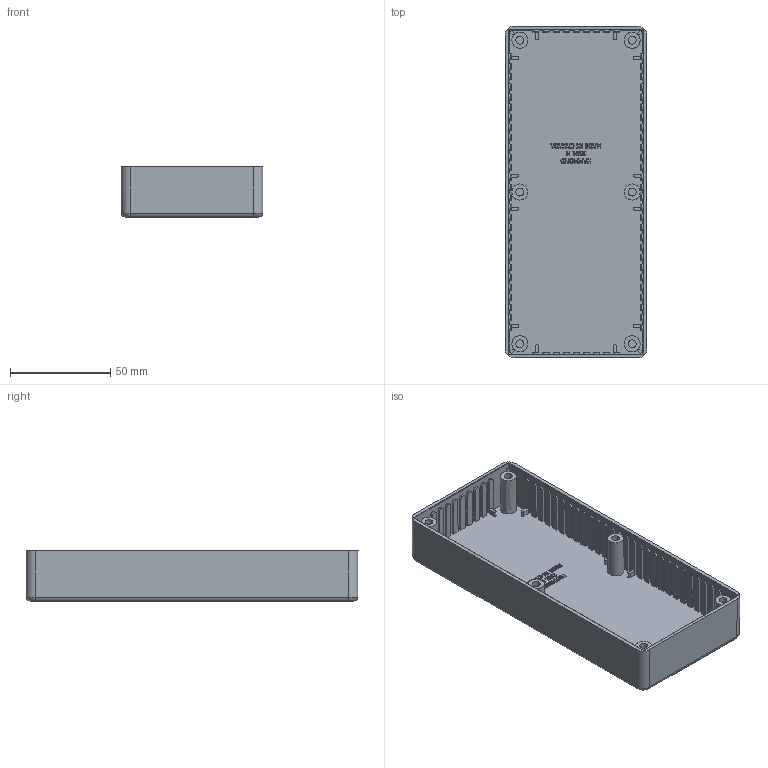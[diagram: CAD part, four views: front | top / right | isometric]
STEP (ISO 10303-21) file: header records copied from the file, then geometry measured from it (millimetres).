
FILE_DESCRIPTION((''),'2;1');
FILE_NAME('1591H Box.stp','2006-02-20T10:15:59',('rboehler'),(''),'Autodesk Inventor 10','Autodesk Inventor 10','');
FILE_SCHEMA(('AUTOMOTIVE_DESIGN { 1 0 10303 214 1 1 1 1 }'));
Length unit declared in the file: millimetre
Products named in the file (1): 1591H Box
Bounding box: 70.8 x 165.7 x 25 mm (x, y, z)
Volume: 51800 mm3; surface area: 52784.9 mm2
Topology: 1 solids, 1 shells, 764 faces, 2133 edges, 1414 vertices
Faces by surface type: plane 417, bspline 284, cylinder 63
Full cylindrical faces by diameter (mm): 3.988 x4, 8 x4
Entity records: 26617 total; most frequent: CARTESIAN_POINT 8044, ORIENTED_EDGE 4234, DIRECTION 3127, EDGE_CURVE 2117, VECTOR 1717, LINE 1717, VERTEX_POINT 1410, EDGE_LOOP 819
